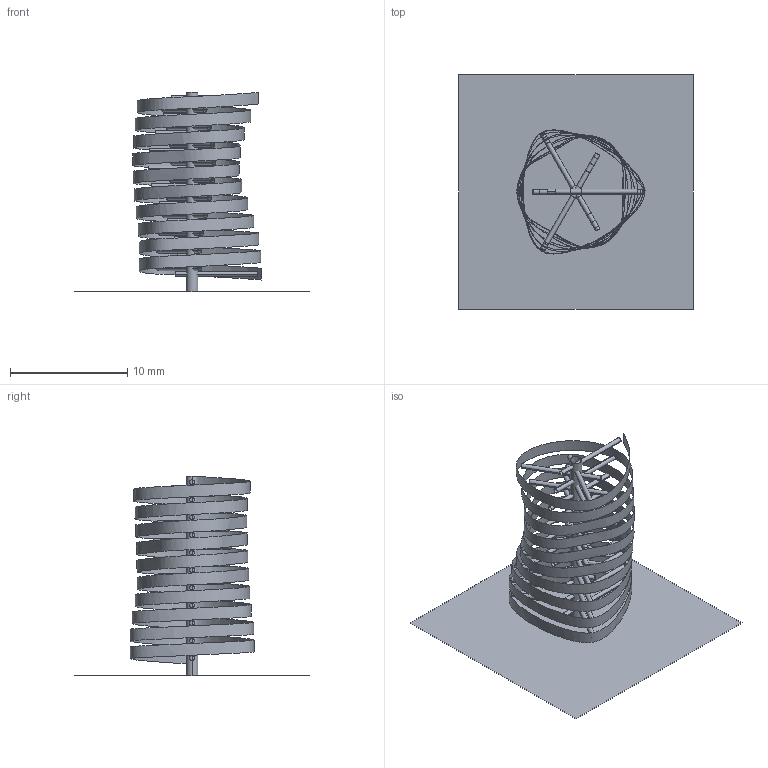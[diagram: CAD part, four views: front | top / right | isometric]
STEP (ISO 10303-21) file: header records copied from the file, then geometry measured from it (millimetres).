
FILE_DESCRIPTION(/* description */ (''),/* implementation_level */ '2;1');
FILE_NAME(/* name */ '202509102203',/* time_stamp */ '2025-09-10T22:03:52+09:00',/* author */ (''),/* organization */ (''),/* preprocessor_version */ 'ST-DEVELOPER v19.2',/* originating_system */ 'Rhino 8.22',/* authorisation */ '');
FILE_SCHEMA (('CONFIG_CONTROL_DESIGN'));
Length unit declared in the file: millimetre
Products named in the file (1): Document
Bounding box: 20 x 20 x 17 mm (x, y, z)
Surface area: 1032.9 mm2 (no closed solid volume)
Topology: 0 solids, 34 shells, 66 faces, 200 edges, 136 vertices
Faces by surface type: cylinder 64, plane 1, bspline 1
Entity records: 3145 total; most frequent: CARTESIAN_POINT 1343, DIRECTION 325, ORIENTED_EDGE 264, EDGE_CURVE 200, AXIS2_PLACEMENT_3D 195, VERTEX_POINT 136, TRIMMED_CURVE 128, CIRCLE 128
